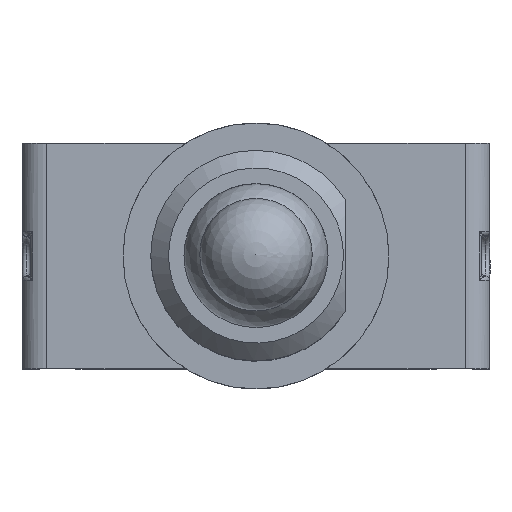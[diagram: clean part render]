
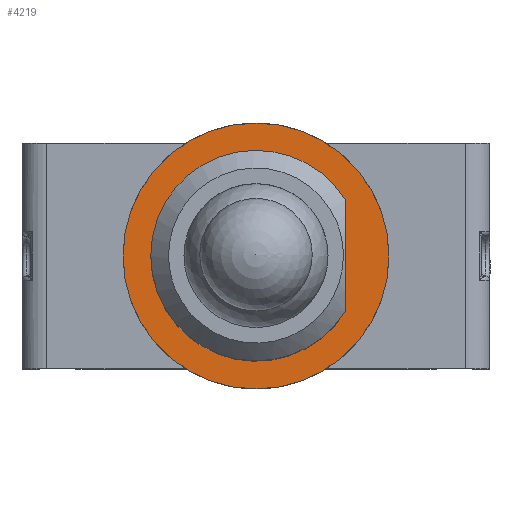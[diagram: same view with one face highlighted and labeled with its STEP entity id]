
A CAD part, top view. The second image highlights one B-rep face of the part: STEP entity #4219.
In plain terms, the highlighted planar face has unit normal (0, 0, 1).
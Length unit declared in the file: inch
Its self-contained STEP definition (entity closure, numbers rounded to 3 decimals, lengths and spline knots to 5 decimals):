
#145=FACE_BOUND('',#580,.T.);
#329=FACE_OUTER_BOUND('',#579,.T.);
#579=EDGE_LOOP('',(#3216));
#580=EDGE_LOOP('',(#3217,#3218));
#838=LINE('',#7155,#1234);
#1234=VECTOR('',#5268,0.3937);
#1629=CIRCLE('',#4580,0.0935);
#1630=CIRCLE('',#4582,0.11811);
#1835=VERTEX_POINT('',#7152);
#1836=VERTEX_POINT('',#7154);
#1838=VERTEX_POINT('',#7165);
#2333=EDGE_CURVE('',#1836,#1835,#838,.T.);
#2337=EDGE_CURVE('',#1835,#1836,#1629,.T.);
#2338=EDGE_CURVE('',#1838,#1838,#1630,.T.);
#3216=ORIENTED_EDGE('',*,*,#2338,.F.);
#3217=ORIENTED_EDGE('',*,*,#2333,.T.);
#3218=ORIENTED_EDGE('',*,*,#2337,.T.);
#4010=PLANE('',#4581);
#4219=ADVANCED_FACE('',(#329,#145),#4010,.F.);
#4580=AXIS2_PLACEMENT_3D('',#7163,#5279,#5280);
#4581=AXIS2_PLACEMENT_3D('',#7164,#5281,#5282);
#4582=AXIS2_PLACEMENT_3D('',#7166,#5283,#5284);
#5268=DIRECTION('',(0.,-1.,0.));
#5279=DIRECTION('center_axis',(0.,0.,
-1.));
#5280=DIRECTION('ref_axis',(-0.848,-0.529,0.));
#5281=DIRECTION('center_axis',(0.,0.,
-1.));
#5282=DIRECTION('ref_axis',(-1.,0.,0.));
#5283=DIRECTION('center_axis',(0.,0.,
-1.));
#5284=DIRECTION('ref_axis',(-1.,0.,0.));
#7152=CARTESIAN_POINT('',(0.07933,-0.04949,0.32441));
#7154=CARTESIAN_POINT('',(0.07933,0.04949,0.32441));
#7155=CARTESIAN_POINT('',(0.07933,0.02475,0.32441));
#7163=CARTESIAN_POINT('Origin',(0.,0.,
0.32441));
#7164=CARTESIAN_POINT('Origin',(0.,0.,
0.32441));
#7165=CARTESIAN_POINT('',(0.11811,0.,0.32441));
#7166=CARTESIAN_POINT('Origin',(0.,0.,
0.32441));
